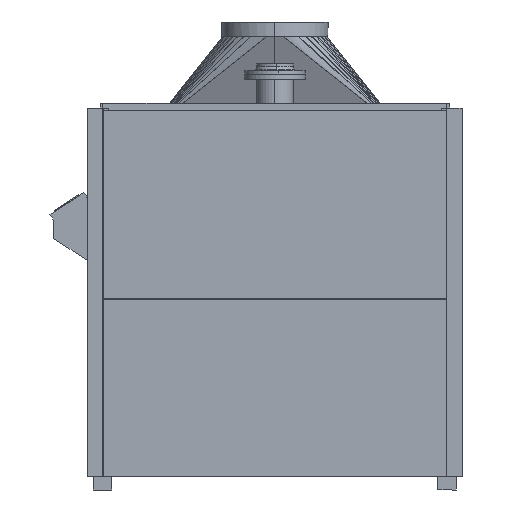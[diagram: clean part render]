
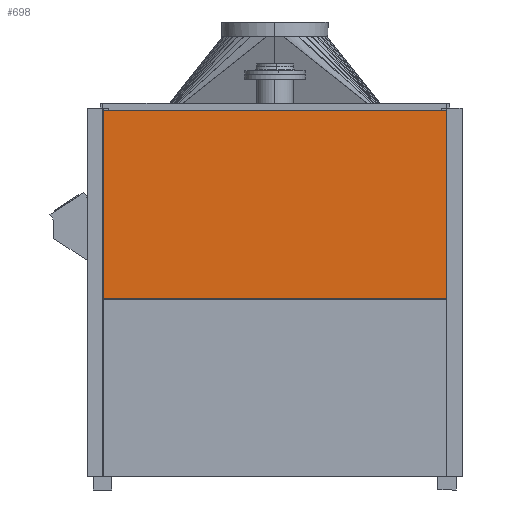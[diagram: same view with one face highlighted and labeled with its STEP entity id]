
A CAD part, left-side view. The second image highlights one B-rep face of the part: STEP entity #698.
In plain terms, the highlighted planar face has unit normal (-1, 0, 0).
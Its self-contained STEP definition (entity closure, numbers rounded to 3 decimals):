
#585=CARTESIAN_POINT('Vertex',(-2360.,724.,1663.)) ;
#588=CARTESIAN_POINT('Line Origine',(-2360.,724.,1656.75)) ;
#592=CARTESIAN_POINT('Vertex',(-2360.,724.,1650.5)) ;
#612=CARTESIAN_POINT('Line Origine',(-2360.,0.,1650.5)) ;
#616=CARTESIAN_POINT('Vertex',(-2360.,-724.,1650.5)) ;
#631=CARTESIAN_POINT('Line Origine',(-2360.,-724.,1656.75)) ;
#635=CARTESIAN_POINT('Vertex',(-2360.,-724.,1663.)) ;
#650=CARTESIAN_POINT('Axis2P3D Location',(-2360.,0.,0.)) ;
#655=CARTESIAN_POINT('Line Origine',(-2360.,748.,1247.5)) ;
#659=CARTESIAN_POINT('Vertex',(-2360.,748.,832.)) ;
#661=CARTESIAN_POINT('Vertex',(-2360.,748.,1663.)) ;
#664=CARTESIAN_POINT('Line Origine',(-2360.,0.,832.)) ;
#668=CARTESIAN_POINT('Vertex',(-2360.,-748.,832.)) ;
#671=CARTESIAN_POINT('Line Origine',(-2360.,-748.,1247.5)) ;
#675=CARTESIAN_POINT('Vertex',(-2360.,-748.,1663.)) ;
#678=CARTESIAN_POINT('Line Origine',(-2360.,-736.,1663.)) ;
#683=CARTESIAN_POINT('Line Origine',(-2360.,736.,1663.)) ;
#589=DIRECTION('Vector Direction',(0.,0.,-1.)) ;
#613=DIRECTION('Vector Direction',(0.,1.,0.)) ;
#632=DIRECTION('Vector Direction',(0.,0.,1.)) ;
#651=DIRECTION('Axis2P3D Direction',(1.,0.,0.)) ;
#652=DIRECTION('Axis2P3D XDirection',(0.,1.,0.)) ;
#656=DIRECTION('Vector Direction',(0.,0.,-1.)) ;
#665=DIRECTION('Vector Direction',(0.,-1.,0.)) ;
#672=DIRECTION('Vector Direction',(0.,0.,1.)) ;
#679=DIRECTION('Vector Direction',(0.,1.,0.)) ;
#684=DIRECTION('Vector Direction',(0.,1.,0.)) ;
#653=AXIS2_PLACEMENT_3D('Plane Axis2P3D',#650,#651,#652) ;
#689=ORIENTED_EDGE('',*,*,#663,.F.) ;
#690=ORIENTED_EDGE('',*,*,#670,.F.) ;
#691=ORIENTED_EDGE('',*,*,#677,.F.) ;
#692=ORIENTED_EDGE('',*,*,#682,.F.) ;
#693=ORIENTED_EDGE('',*,*,#637,.F.) ;
#694=ORIENTED_EDGE('',*,*,#618,.F.) ;
#695=ORIENTED_EDGE('',*,*,#594,.F.) ;
#696=ORIENTED_EDGE('',*,*,#687,.F.) ;
#590=VECTOR('Line Direction',#589,1.) ;
#614=VECTOR('Line Direction',#613,1.) ;
#633=VECTOR('Line Direction',#632,1.) ;
#657=VECTOR('Line Direction',#656,1.) ;
#666=VECTOR('Line Direction',#665,1.) ;
#673=VECTOR('Line Direction',#672,1.) ;
#680=VECTOR('Line Direction',#679,1.) ;
#685=VECTOR('Line Direction',#684,1.) ;
#698=ADVANCED_FACE('K\X2\00F6\X0\rper.3',(#697),#654,.F.) ;
#594=EDGE_CURVE('',#586,#593,#591,.T.) ;
#618=EDGE_CURVE('',#593,#617,#615,.F.) ;
#637=EDGE_CURVE('',#617,#636,#634,.T.) ;
#663=EDGE_CURVE('',#660,#662,#658,.F.) ;
#670=EDGE_CURVE('',#669,#660,#667,.F.) ;
#677=EDGE_CURVE('',#676,#669,#674,.F.) ;
#682=EDGE_CURVE('',#636,#676,#681,.F.) ;
#687=EDGE_CURVE('',#662,#586,#686,.F.) ;
#688=EDGE_LOOP('',(#689,#690,#691,#692,#693,#694,#695,#696)) ;
#697=FACE_OUTER_BOUND('',#688,.T.) ;
#591=LINE('Line',#588,#590) ;
#615=LINE('Line',#612,#614) ;
#634=LINE('Line',#631,#633) ;
#658=LINE('Line',#655,#657) ;
#667=LINE('Line',#664,#666) ;
#674=LINE('Line',#671,#673) ;
#681=LINE('Line',#678,#680) ;
#686=LINE('Line',#683,#685) ;
#654=PLANE('',#653) ;
#586=VERTEX_POINT('',#585) ;
#593=VERTEX_POINT('',#592) ;
#617=VERTEX_POINT('',#616) ;
#636=VERTEX_POINT('',#635) ;
#660=VERTEX_POINT('',#659) ;
#662=VERTEX_POINT('',#661) ;
#669=VERTEX_POINT('',#668) ;
#676=VERTEX_POINT('',#675) ;
